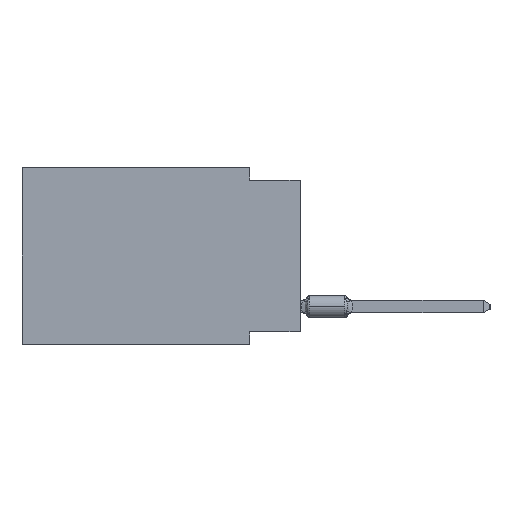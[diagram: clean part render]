
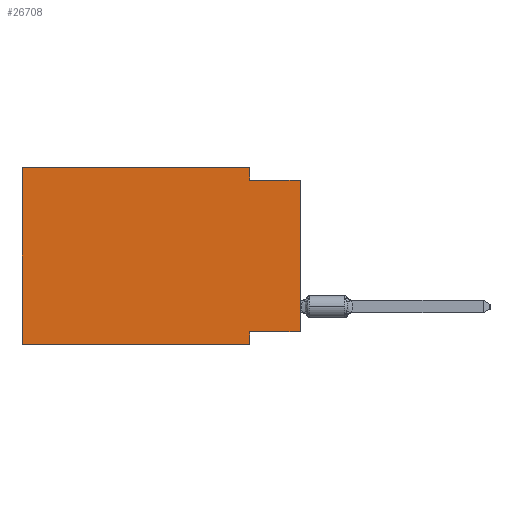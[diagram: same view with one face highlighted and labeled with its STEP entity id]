
A CAD part, left-side view. The second image highlights one B-rep face of the part: STEP entity #26708.
In plain terms, the highlighted planar face has unit normal (-1, 0, 0).
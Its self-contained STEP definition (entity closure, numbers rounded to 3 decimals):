
#1171 = VERTEX_POINT ( 'NONE', #26990 ) ;
#2008 = ORIENTED_EDGE ( 'NONE', *, *, #13846, .F. ) ;
#2428 = CARTESIAN_POINT ( 'NONE',  ( 0., 13.97, 0. ) ) ;
#3513 = AXIS2_PLACEMENT_3D ( 'NONE', #14064, #31499, #48714 ) ;
#3871 = VERTEX_POINT ( 'NONE', #17936 ) ;
#4556 = EDGE_CURVE ( 'NONE', #31395, #1171, #17458, .T. ) ;
#4733 = DIRECTION ( 'NONE',  ( 0., -1., 0. ) ) ;
#5639 = DIRECTION ( 'NONE',  ( 0., 1., 0. ) ) ;
#5817 = DIRECTION ( 'NONE',  ( 0., 0., 1. ) ) ;
#6187 = CARTESIAN_POINT ( 'NONE',  ( 0., 2.54, -8.89 ) ) ;
#7012 = LINE ( 'NONE', #6187, #43324 ) ;
#7536 = VERTEX_POINT ( 'NONE', #13470 ) ;
#10600 = LINE ( 'NONE', #2428, #29714 ) ;
#11669 = LINE ( 'NONE', #24891, #49579 ) ;
#13470 = CARTESIAN_POINT ( 'NONE',  ( 0., 13.97, 0. ) ) ;
#13846 = EDGE_CURVE ( 'NONE', #31395, #20475, #18594, .T. ) ;
#13929 = EDGE_CURVE ( 'NONE', #20475, #32246, #7012, .T. ) ;
#14039 = ORIENTED_EDGE ( 'NONE', *, *, #4556, .T. ) ;
#14064 = CARTESIAN_POINT ( 'NONE',  ( 0., 13.97, 0. ) ) ;
#14616 = FACE_OUTER_BOUND ( 'NONE', #26370, .T. ) ;
#14783 = VECTOR ( 'NONE', #42523, 1000. ) ;
#14955 = LINE ( 'NONE', #37456, #52931 ) ;
#16587 = CARTESIAN_POINT ( 'NONE',  ( 0., 2.54, -8.255 ) ) ;
#17458 = LINE ( 'NONE', #42240, #14783 ) ;
#17936 = CARTESIAN_POINT ( 'NONE',  ( 0., 13.97, -8.89 ) ) ;
#18594 = LINE ( 'NONE', #44231, #37834 ) ;
#18831 = PLANE ( 'NONE',  #3513 ) ;
#20475 = VERTEX_POINT ( 'NONE', #16587 ) ;
#20571 = LINE ( 'NONE', #54650, #32369 ) ;
#22382 = EDGE_CURVE ( 'NONE', #7536, #35789, #11669, .T. ) ;
#24560 = ORIENTED_EDGE ( 'NONE', *, *, #37211, .F. ) ;
#24891 = CARTESIAN_POINT ( 'NONE',  ( 0., 13.97, 0. ) ) ;
#26370 = EDGE_LOOP ( 'NONE', ( #14039, #47737, #50314, #50192, #24560, #30442, #36495, #2008 ) ) ;
#26708 = ADVANCED_FACE ( 'NONE', ( #14616 ), #18831, .F. ) ;
#26856 = VERTEX_POINT ( 'NONE', #32054 ) ;
#26990 = CARTESIAN_POINT ( 'NONE',  ( 0., 0., -0.635 ) ) ;
#27546 = EDGE_CURVE ( 'NONE', #35789, #26856, #20571, .T. ) ;
#28453 = DIRECTION ( 'NONE',  ( 0., 0., -1. ) ) ;
#29204 = CARTESIAN_POINT ( 'NONE',  ( 0., 2.54, 0. ) ) ;
#29714 = VECTOR ( 'NONE', #5817, 1000. ) ;
#30155 = CARTESIAN_POINT ( 'NONE',  ( 0., 0., -8.255 ) ) ;
#30442 = ORIENTED_EDGE ( 'NONE', *, *, #38332, .T. ) ;
#31395 = VERTEX_POINT ( 'NONE', #30155 ) ;
#31499 = DIRECTION ( 'NONE',  ( 1., 0., 0. ) ) ;
#32054 = CARTESIAN_POINT ( 'NONE',  ( 0., 2.54, -0.635 ) ) ;
#32246 = VERTEX_POINT ( 'NONE', #49413 ) ;
#32369 = VECTOR ( 'NONE', #28453, 1000. ) ;
#32941 = DIRECTION ( 'NONE',  ( 0., -1., 0. ) ) ;
#35789 = VERTEX_POINT ( 'NONE', #29204 ) ;
#36495 = ORIENTED_EDGE ( 'NONE', *, *, #13929, .F. ) ;
#37211 = EDGE_CURVE ( 'NONE', #3871, #7536, #10600, .T. ) ;
#37456 = CARTESIAN_POINT ( 'NONE',  ( 0., 0., -0.635 ) ) ;
#37834 = VECTOR ( 'NONE', #5639, 1000. ) ;
#38332 = EDGE_CURVE ( 'NONE', #3871, #32246, #47834, .T. ) ;
#38525 = CARTESIAN_POINT ( 'NONE',  ( 0., 13.97, -8.89 ) ) ;
#40820 = DIRECTION ( 'NONE',  ( 0., 0., -1. ) ) ;
#41805 = DIRECTION ( 'NONE',  ( 0., -1., 0. ) ) ;
#42240 = CARTESIAN_POINT ( 'NONE',  ( 0., 0., 0. ) ) ;
#42523 = DIRECTION ( 'NONE',  ( 0., 0., 1. ) ) ;
#43324 = VECTOR ( 'NONE', #40820, 1000. ) ;
#44231 = CARTESIAN_POINT ( 'NONE',  ( 0., 0., -8.255 ) ) ;
#47737 = ORIENTED_EDGE ( 'NONE', *, *, #51095, .F. ) ;
#47834 = LINE ( 'NONE', #38525, #48599 ) ;
#48599 = VECTOR ( 'NONE', #4733, 1000. ) ;
#48714 = DIRECTION ( 'NONE',  ( 0., 0., -1. ) ) ;
#49413 = CARTESIAN_POINT ( 'NONE',  ( 0., 2.54, -8.89 ) ) ;
#49579 = VECTOR ( 'NONE', #41805, 1000. ) ;
#50192 = ORIENTED_EDGE ( 'NONE', *, *, #22382, .F. ) ;
#50314 = ORIENTED_EDGE ( 'NONE', *, *, #27546, .F. ) ;
#51095 = EDGE_CURVE ( 'NONE', #26856, #1171, #14955, .T. ) ;
#52931 = VECTOR ( 'NONE', #32941, 1000. ) ;
#54650 = CARTESIAN_POINT ( 'NONE',  ( 0., 2.54, 0. ) ) ;
